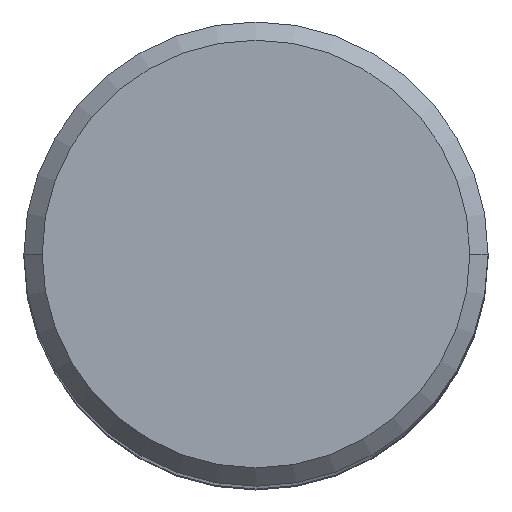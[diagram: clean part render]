
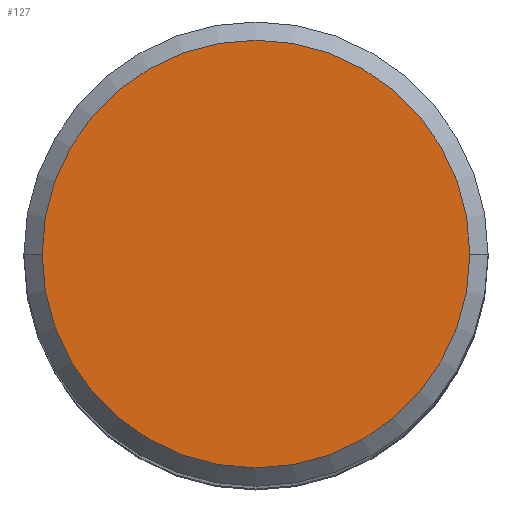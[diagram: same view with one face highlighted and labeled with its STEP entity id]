
A CAD part, top view. The second image highlights one B-rep face of the part: STEP entity #127.
In plain terms, the highlighted planar face has unit normal (0, 0, 1).
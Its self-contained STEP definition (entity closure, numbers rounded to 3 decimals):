
#32=PLANE('',#1088);
#127=ADVANCED_FACE('',(#205),#32,.F.);
#205=FACE_OUTER_BOUND('',#263,.T.);
#263=EDGE_LOOP('',(#475,#476,#477,#478));
#475=ORIENTED_EDGE('',*,*,#703,.F.);
#476=ORIENTED_EDGE('',*,*,#704,.F.);
#477=ORIENTED_EDGE('',*,*,#702,.F.);
#478=ORIENTED_EDGE('',*,*,#701,.F.);
#583=VERTEX_POINT('',#2388);
#584=VERTEX_POINT('',#2390);
#585=VERTEX_POINT('',#2392);
#586=VERTEX_POINT('',#2396);
#701=EDGE_CURVE('',#584,#585,#832,.T.);
#702=EDGE_CURVE('',#585,#583,#833,.T.);
#703=EDGE_CURVE('',#586,#584,#834,.T.);
#704=EDGE_CURVE('',#583,#586,#835,.T.);
#832=CIRCLE('',#1083,11.7);
#833=CIRCLE('',#1084,11.7);
#834=CIRCLE('',#1086,11.7);
#835=CIRCLE('',#1087,11.7);
#1083=AXIS2_PLACEMENT_3D('',#2391,#1298,#1299);
#1084=AXIS2_PLACEMENT_3D('',#2393,#1300,#1301);
#1086=AXIS2_PLACEMENT_3D('',#2395,#1304,#1305);
#1087=AXIS2_PLACEMENT_3D('',#2397,#1306,#1307);
#1088=AXIS2_PLACEMENT_3D('',#2398,#1308,#1309);
#1298=DIRECTION('',(0.,0.,-1.));
#1299=DIRECTION('',(1.,0.,0.));
#1300=DIRECTION('',(0.,0.,-1.));
#1301=DIRECTION('',(0.,-1.,0.));
#1304=DIRECTION('',(0.,0.,-1.));
#1305=DIRECTION('',(0.,1.,0.));
#1306=DIRECTION('',(0.,0.,-1.));
#1307=DIRECTION('',(-1.,0.,0.));
#1308=DIRECTION('',(0.,0.,-1.));
#1309=DIRECTION('',(1.,0.,0.));
#2388=CARTESIAN_POINT('',(-11.7,0.,43.656));
#2390=CARTESIAN_POINT('',(11.7,0.,43.656));
#2391=CARTESIAN_POINT('',(0.,0.,43.656));
#2392=CARTESIAN_POINT('',(0.,-11.7,43.656));
#2393=CARTESIAN_POINT('',(0.,0.,43.656));
#2395=CARTESIAN_POINT('',(0.,0.,43.656));
#2396=CARTESIAN_POINT('',(0.,11.7,43.656));
#2397=CARTESIAN_POINT('',(0.,0.,43.656));
#2398=CARTESIAN_POINT('',(0.,0.,43.656));
